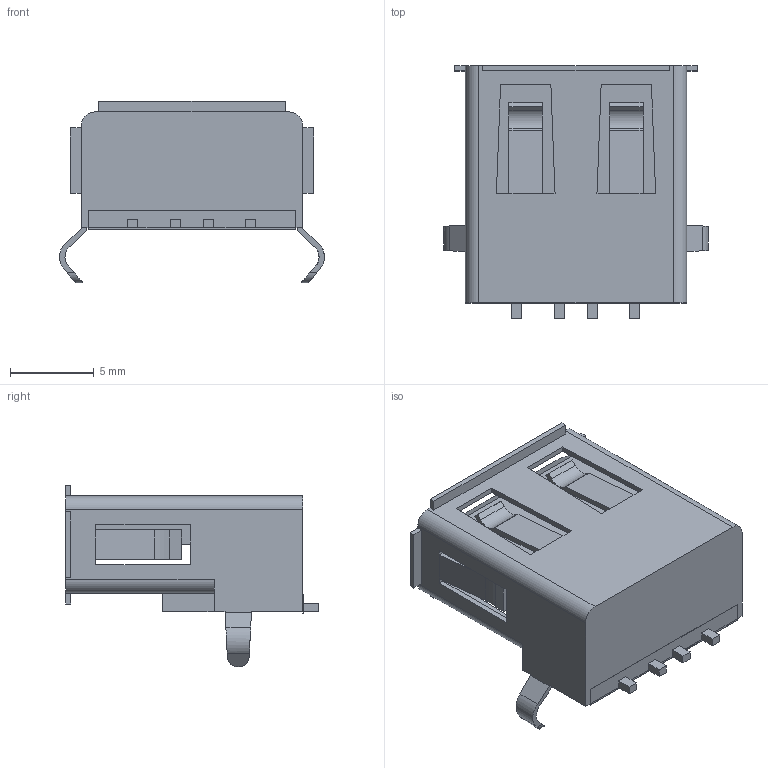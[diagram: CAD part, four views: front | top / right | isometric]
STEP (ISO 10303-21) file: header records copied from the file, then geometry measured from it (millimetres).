
FILE_DESCRIPTION((' '),'2;1');
FILE_NAME( 'A-USB-A-SMT.stp', '2022-09-01T09:27:59', (' '), ('--- Datakit www.datakit.com---'), ' Datakit CrossCadWare V2022.3 Jun 15 2022', 'DATAKIT 2022 (c)', ' ');
FILE_SCHEMA(('AP242_MANAGED_MODEL_BASED_3D_ENGINEERING_MIM_LF { 1 0 10303 442 1 1 4 }'));
Length unit declared in the file: millimetre
Products named in the file (1): A-USB-A-SMT
Bounding box: 15.8 x 15.08 x 10.85 mm (x, y, z)
Volume: 755.2 mm3; surface area: 1295.6 mm2
Topology: 1 solids, 1 shells, 238 faces, 664 edges, 434 vertices
Faces by surface type: plane 204, cylinder 34
Entity records: 7822 total; most frequent: CARTESIAN_POINT 1337, ORIENTED_EDGE 1328, DIRECTION 1214, EDGE_CURVE 664, VECTOR 592, LINE 592, VERTEX_POINT 434, AXIS2_PLACEMENT_3D 311
